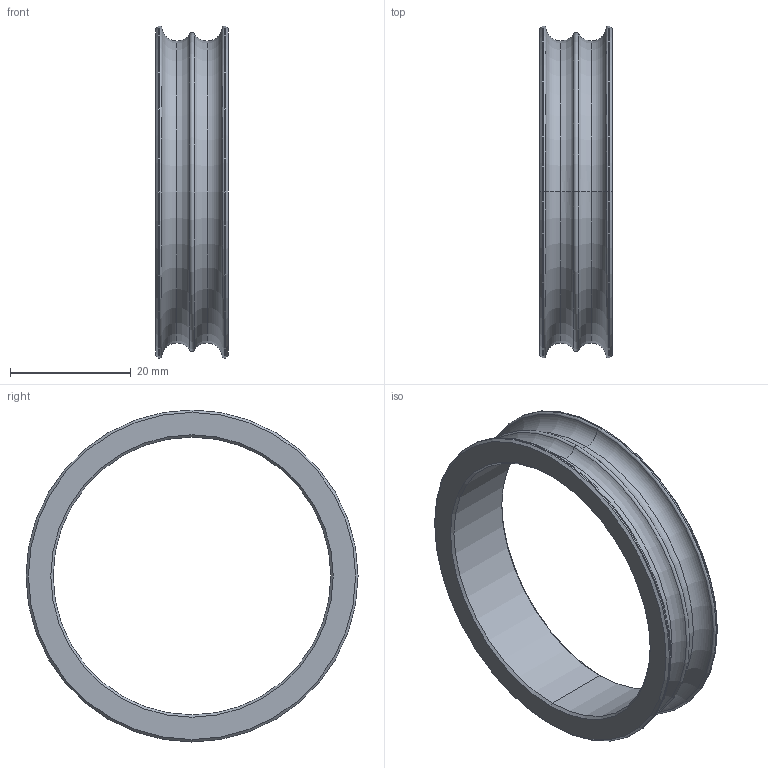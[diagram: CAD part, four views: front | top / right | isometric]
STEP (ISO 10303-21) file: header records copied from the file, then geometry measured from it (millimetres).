
FILE_DESCRIPTION (( 'STEP AP203' ), '1' );
FILE_NAME ('橡胶圈轮子.STEP', '2024-02-19T11:22:30', ( '' ), ( '' ), 'SwSTEP 2.0', 'SolidWorks 2022', '' );
FILE_SCHEMA (( 'CONFIG_CONTROL_DESIGN' ));
Length unit declared in the file: millimetre
Products named in the file (1): 橡胶圈轮子
Bounding box: 12 x 55 x 55 mm (x, y, z)
Volume: 5213.9 mm3; surface area: 5555 mm2
Topology: 1 solids, 1 shells, 30 faces, 60 edges, 32 vertices
Faces by surface type: torus 14, cone 8, cylinder 6, plane 2
Entity records: 859 total; most frequent: DIRECTION 168, CARTESIAN_POINT 123, ORIENTED_EDGE 120, AXIS2_PLACEMENT_3D 77, EDGE_CURVE 60, CIRCLE 46, EDGE_LOOP 32, VERTEX_POINT 32
